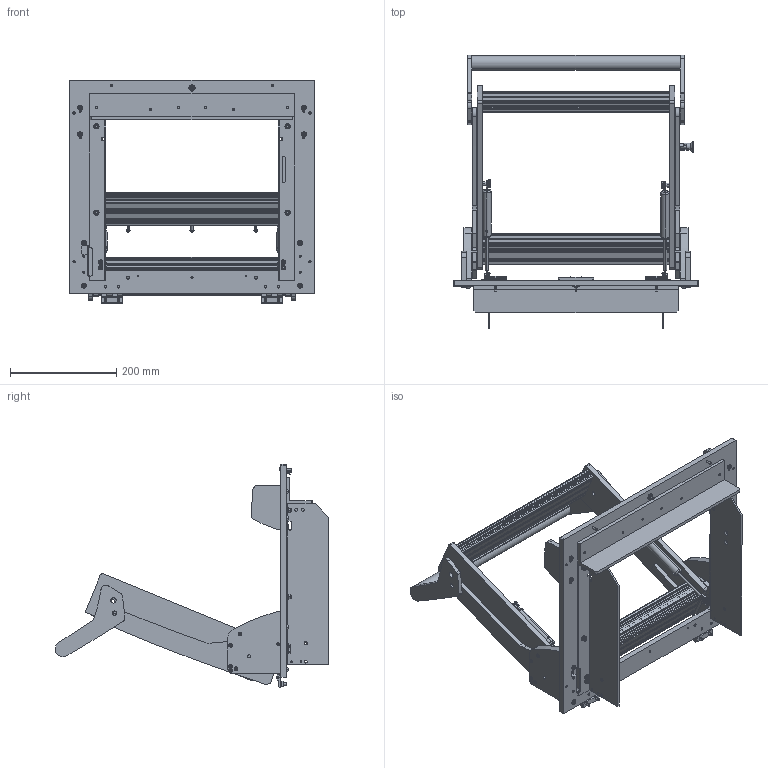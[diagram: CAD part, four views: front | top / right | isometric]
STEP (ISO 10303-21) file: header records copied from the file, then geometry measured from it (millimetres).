
FILE_DESCRIPTION (( 'STEP AP214' ), '1' );
FILE_NAME ('INGUN_48522_open.STEP', '2023-04-05T12:30:13', ( '' ), ( '' ), 'SwSTEP 2.0', 'SolidWorks 2021', '' );
FILE_SCHEMA (( 'AUTOMOTIVE_DESIGN' ));
Length unit declared in the file: millimetre
Products named in the file (53): 2281~0_180ø<Standard>; INGUN_48522_open; 53838~0_S; 48512~0_S; 109950~0_KUNDE<S>; 114566~0_S; DIN125~n_04,3 M04,0; K_02037~0; 112087~1_S; ISO7380~n_M04,0x020; 31788~1; DIN6325~n_06,0m6x012; 57801~2_S; DIN912~n_M04,0x016; 35714~3_S; 109128~0_offen <S>; 38786~1; DIN6325~n_04,0m6x014; 49317~0; 39891~3_KUNDE<S>; 48509~2_S; 53836~2_KUNDE<S>; K_02038~0; 53031~0_S; DIN125~n_06,4 M06,0 Fase; 55712~0_KUNDE<S>; 34328~1_S; DIN934~n_M05,0; 55713~1_KUNDE<S>; DIN125~n_05,3 M05,0 Fase; 48517~5_S; 35662~11_S; 112086~2_S; 53839~0_mit Lehre gebohrt<S>; 53837~3_KUNDE<S>; 39894~2_KUNDE<S>; 109949~0_KUNDE<S>; ISO7380~n_M04,0x016; DIN7991~n_M05,0x016; 47523~0_S ...
Assembly tree (127 placements, depth 5):
  INGUN_48522_open
    48517~5_S
      35648~17
      48512~0_S
      35662~11_S
      35663~9_S
      48509~2_S
      2281~0_180ø<Standard>  x2
        2281~0
      112064~0_S  x2
      53031~0_S
      114566~0_S  x2
        112087~1_S
          111995~1_S
          112086~2_S
          DIN125~n_05,3 M05,0 Fase
        49317~0
        DIN912~n_M04,0x016
        DIN125~n_04,3 M04,0
        DIN125~n_06,4 M06,0 Fase
      DIN7991~n_M05,0x016  x10
      DIN125~n_05,3 M05,0 Fase  x4
      DIN934~n_M05,0  x4
      DIN7991~n_M05,0x020  x6
      DIN6325~n_06,0m6x012  x2
      DIN6325~n_04,0m6x014  x2
    48519~6_KUNDE<S>
      53836~2_KUNDE<S>
      53837~3_KUNDE<S>
      34328~1_S  x2
      53838~0_S
      53839~0_mit Lehre gebohrt<S>
      57801~2_S  x2
      49317~0  x2
      DIN125~n_06,4 M06,0 Fase  x2
      ISO7380~n_M04,0x020
      ISO7380~n_M04,0x016  x2
      3381~0  x3
    109949~0_KUNDE<S>
      55713~1_KUNDE<S>
    109950~0_KUNDE<S>
      55713~1_KUNDE<S>
    39892~7_KUNDE<S>
    39891~3_KUNDE<S>
    39894~2_KUNDE<S>
    39893~3_KUNDE<S>
    109951~0_KUNDE<S>
      35714~3_S
      55712~0_KUNDE<S>  x2
    47523~0_S  x10
    38786~1
      K_02037~0
      K_02038~0
    31788~1
      K_02037~0_Standard ohne Dyn Punkt<Standard>
      K_02038~0
    109128~0_offen <S>
    ISO7380~n_M05,0x020  x8
    DIN125~n_04,3 M04,0  x8
    DIN6325~n_04,0m6x014  x8
Bounding box: 460 x 514.64 x 421.5 mm (x, y, z)
Volume: 3121459.3 mm3; surface area: 1302253.4 mm2
Topology: 129 solids, 129 shells, 3199 faces, 8195 edges, 5242 vertices
Faces by surface type: cylinder 1349, plane 1208, cone 459, bspline 95, sphere 54, torus 34
Entity records: 60174 total; most frequent: CARTESIAN_POINT 10980, DIRECTION 10081, ORIENTED_EDGE 9158, EDGE_CURVE 4579, AXIS2_PLACEMENT_3D 3770, VERTEX_POINT 2966, VECTOR 2541, LINE 2541
